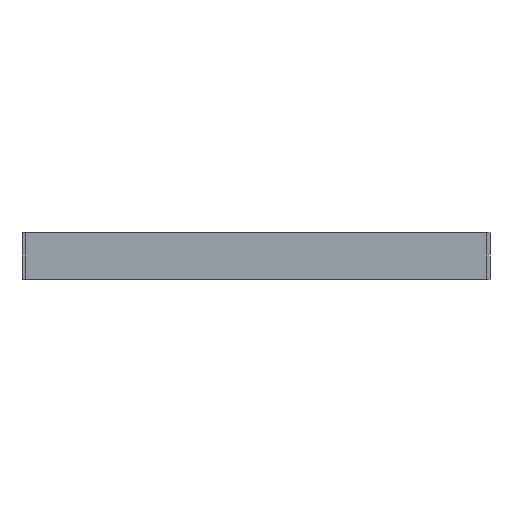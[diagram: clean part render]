
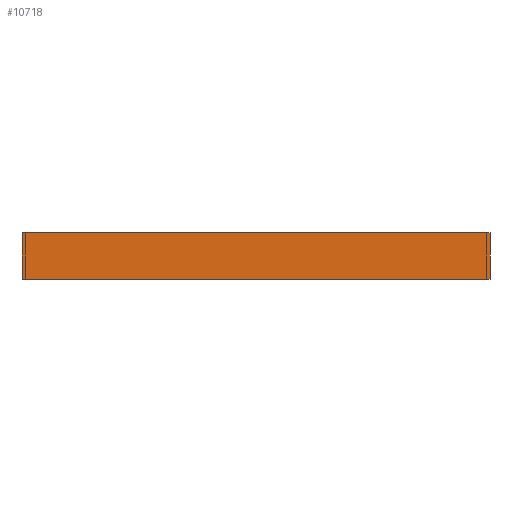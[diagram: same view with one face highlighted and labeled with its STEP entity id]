
A CAD part, front view. The second image highlights one B-rep face of the part: STEP entity #10718.
In plain terms, the highlighted planar face has unit normal (0, -1, 0).
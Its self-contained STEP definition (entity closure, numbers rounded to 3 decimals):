
#974=FACE_OUTER_BOUND('',#1712,.T.);
#1712=EDGE_LOOP('',(#9219,#9220,#9221,#9222));
#3076=LINE('',#17616,#4444);
#3080=LINE('',#17626,#4448);
#3081=LINE('',#17627,#4449);
#3082=LINE('',#17628,#4450);
#4444=VECTOR('',#14735,10.);
#4448=VECTOR('',#14743,10.);
#4449=VECTOR('',#14744,10.);
#4450=VECTOR('',#14745,10.);
#5137=VERTEX_POINT('',#17612);
#5138=VERTEX_POINT('',#17614);
#5141=VERTEX_POINT('',#17624);
#5142=VERTEX_POINT('',#17625);
#6500=EDGE_CURVE('',#5137,#5138,#3076,.T.);
#6504=EDGE_CURVE('',#5141,#5142,#3080,.F.);
#6505=EDGE_CURVE('',#5142,#5137,#3081,.T.);
#6506=EDGE_CURVE('',#5138,#5141,#3082,.T.);
#9219=ORIENTED_EDGE('',*,*,#6504,.T.);
#9220=ORIENTED_EDGE('',*,*,#6505,.T.);
#9221=ORIENTED_EDGE('',*,*,#6500,.T.);
#9222=ORIENTED_EDGE('',*,*,#6506,.T.);
#9980=PLANE('',#11823);
#10718=ADVANCED_FACE('',(#974),#9980,.F.);
#11823=AXIS2_PLACEMENT_3D('',#17623,#14741,#14742);
#14735=DIRECTION('',(0.,0.,1.));
#14741=DIRECTION('center_axis',(0.,1.,0.));
#14742=DIRECTION('ref_axis',(-1.,0.,0.));
#14743=DIRECTION('',(0.,0.,1.));
#14744=DIRECTION('',(1.,0.,0.));
#14745=DIRECTION('',(-1.,0.,0.));
#17612=CARTESIAN_POINT('',(302.,-2.,0.));
#17614=CARTESIAN_POINT('',(302.,-2.,30.));
#17616=CARTESIAN_POINT('',(302.,-2.,15.));
#17623=CARTESIAN_POINT('Origin',(2.,-2.,15.));
#17624=CARTESIAN_POINT('',(-2.,-2.,30.));
#17625=CARTESIAN_POINT('',(-2.,-2.,0.));
#17626=CARTESIAN_POINT('',(-2.,-2.,15.));
#17627=CARTESIAN_POINT('',(2.,-2.,0.));
#17628=CARTESIAN_POINT('',(2.,-2.,30.));
